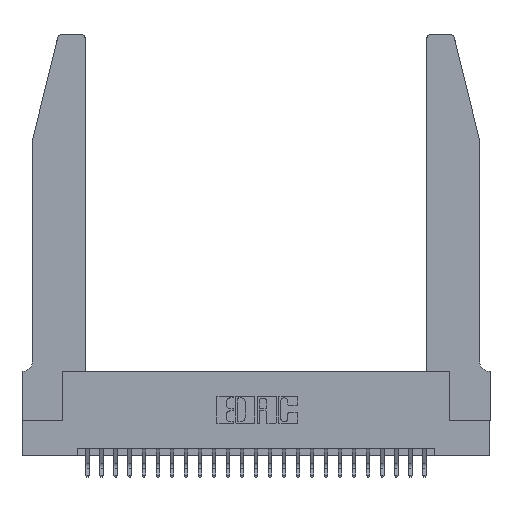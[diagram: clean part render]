
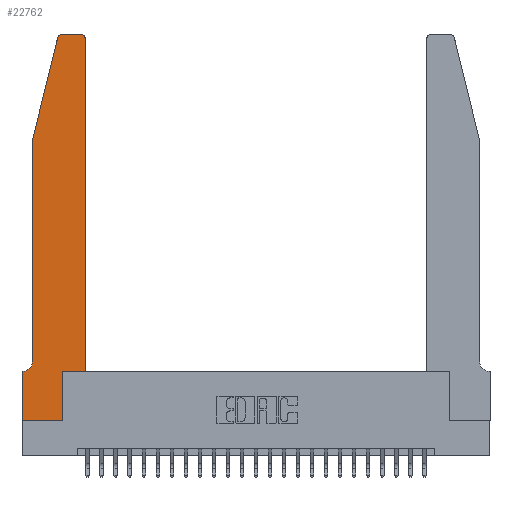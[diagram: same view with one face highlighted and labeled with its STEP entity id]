
A CAD part, top view. The second image highlights one B-rep face of the part: STEP entity #22762.
In plain terms, the highlighted planar face has unit normal (0, 0, 1).
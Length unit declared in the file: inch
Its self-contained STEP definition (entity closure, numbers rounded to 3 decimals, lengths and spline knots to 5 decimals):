
#15 = VECTOR ( 'NONE', #9567, 39.37008 ) ;
#605 = ORIENTED_EDGE ( 'NONE', *, *, #16942, .T. ) ;
#1341 = CARTESIAN_POINT ( 'NONE',  ( 0., 0., 0.37 ) ) ;
#1921 = CARTESIAN_POINT ( 'NONE',  ( 0.0755, 2., 0.37 ) ) ;
#1938 = DIRECTION ( 'NONE',  ( 1., 0., 0. ) ) ;
#2016 = DIRECTION ( 'NONE',  ( 0., 0., 1. ) ) ;
#3857 = LINE ( 'NONE', #20832, #19531 ) ;
#4308 = CARTESIAN_POINT ( 'NONE',  ( 0., 0.35, 0.37 ) ) ;
#4347 = ORIENTED_EDGE ( 'NONE', *, *, #24956, .T. ) ;
#4381 = ORIENTED_EDGE ( 'NONE', *, *, #16089, .T. ) ;
#4390 = CARTESIAN_POINT ( 'NONE',  ( 0.2865, 0., 0.37 ) ) ;
#4606 = EDGE_CURVE ( 'NONE', #13950, #10697, #23348, .T. ) ;
#4857 = VECTOR ( 'NONE', #9967, 39.37008 ) ;
#4908 = VERTEX_POINT ( 'NONE', #7190 ) ;
#5212 = CARTESIAN_POINT ( 'NONE',  ( 0., 0., 0.37 ) ) ;
#5416 = CARTESIAN_POINT ( 'NONE',  ( 0.2865, 0.35, 0.37 ) ) ;
#5574 = DIRECTION ( 'NONE',  ( 0., -1., 0. ) ) ;
#5687 = CARTESIAN_POINT ( 'NONE',  ( 0.4505, 2.72, 0.37 ) ) ;
#5818 = EDGE_CURVE ( 'NONE', #19729, #14826, #8467, .T. ) ;
#5986 = ORIENTED_EDGE ( 'NONE', *, *, #25301, .T. ) ;
#6034 = CARTESIAN_POINT ( 'NONE',  ( 0.4505, 0.35, 0.37 ) ) ;
#6088 = DIRECTION ( 'NONE',  ( -0.239, -0.971, 0. ) ) ;
#6560 = ORIENTED_EDGE ( 'NONE', *, *, #4606, .T. ) ;
#6847 = CARTESIAN_POINT ( 'NONE',  ( 0.2605, 2.75, 0.37 ) ) ;
#7013 = EDGE_CURVE ( 'NONE', #4908, #7195, #3857, .T. ) ;
#7093 = CARTESIAN_POINT ( 'NONE',  ( 0., 0., 0.37 ) ) ;
#7190 = CARTESIAN_POINT ( 'NONE',  ( 0.0755, 2., 0.37 ) ) ;
#7195 = VERTEX_POINT ( 'NONE', #24425 ) ;
#7275 = ORIENTED_EDGE ( 'NONE', *, *, #7013, .T. ) ;
#7566 = VERTEX_POINT ( 'NONE', #4308 ) ;
#7675 = DIRECTION ( 'NONE',  ( 0., 0., -1. ) ) ;
#7769 = LINE ( 'NONE', #20922, #25975 ) ;
#8084 = VERTEX_POINT ( 'NONE', #5687 ) ;
#8293 = EDGE_CURVE ( 'NONE', #7566, #13950, #12576, .T. ) ;
#8464 = VECTOR ( 'NONE', #6088, 39.37008 ) ;
#8467 = LINE ( 'NONE', #6847, #15 ) ;
#8527 = VERTEX_POINT ( 'NONE', #6034 ) ;
#9559 = DIRECTION ( 'NONE',  ( 0., 0., 1. ) ) ;
#9567 = DIRECTION ( 'NONE',  ( -1., 0., 0. ) ) ;
#9962 = VECTOR ( 'NONE', #13571, 39.37008 ) ;
#9967 = DIRECTION ( 'NONE',  ( 0., 1., 0. ) ) ;
#10697 = VERTEX_POINT ( 'NONE', #4390 ) ;
#11346 = LINE ( 'NONE', #18730, #23079 ) ;
#11929 = VERTEX_POINT ( 'NONE', #5416 ) ;
#11949 = CARTESIAN_POINT ( 'NONE',  ( 0., 0.35, 0.37 ) ) ;
#12128 = ORIENTED_EDGE ( 'NONE', *, *, #24583, .T. ) ;
#12327 = DIRECTION ( 'NONE',  ( 1., 0., 0. ) ) ;
#12468 = EDGE_CURVE ( 'NONE', #11929, #8527, #24926, .T. ) ;
#12576 = LINE ( 'NONE', #5212, #19452 ) ;
#13571 = DIRECTION ( 'NONE',  ( 1., 0., 0. ) ) ;
#13950 = VERTEX_POINT ( 'NONE', #1341 ) ;
#14237 = PLANE ( 'NONE',  #14800 ) ;
#14456 = DIRECTION ( 'NONE',  ( 0., 1., 0. ) ) ;
#14566 = CARTESIAN_POINT ( 'NONE',  ( 0.4205, 2.75, 0.37 ) ) ;
#14800 = AXIS2_PLACEMENT_3D ( 'NONE', #11949, #24759, #12327 ) ;
#14826 = VERTEX_POINT ( 'NONE', #24811 ) ;
#14933 = VERTEX_POINT ( 'NONE', #17595 ) ;
#16089 = EDGE_CURVE ( 'NONE', #8084, #19729, #24141, .T. ) ;
#16728 = AXIS2_PLACEMENT_3D ( 'NONE', #18542, #2016, #1938 ) ;
#16916 = DIRECTION ( 'NONE',  ( 0., -1., 0. ) ) ;
#16942 = EDGE_CURVE ( 'NONE', #23929, #4908, #16954, .T. ) ;
#16954 = LINE ( 'NONE', #1921, #8464 ) ;
#17105 = ORIENTED_EDGE ( 'NONE', *, *, #5818, .T. ) ;
#17237 = CIRCLE ( 'NONE', #19056, 0.07 ) ;
#17595 = CARTESIAN_POINT ( 'NONE',  ( 0.0055, 0.35, 0.37 ) ) ;
#17811 = CARTESIAN_POINT ( 'NONE',  ( 0.4205, 2.72, 0.37 ) ) ;
#17844 = ORIENTED_EDGE ( 'NONE', *, *, #8293, .T. ) ;
#17967 = EDGE_LOOP ( 'NONE', ( #17105, #22380, #605, #7275, #4347, #5986, #17844, #6560, #12128, #26304, #21871, #4381 ) ) ;
#18542 = CARTESIAN_POINT ( 'NONE',  ( 0.284, 2.72, 0.37 ) ) ;
#18730 = CARTESIAN_POINT ( 'NONE',  ( 0.0755, 0.35, 0.37 ) ) ;
#19056 = AXIS2_PLACEMENT_3D ( 'NONE', #26106, #7675, #26371 ) ;
#19452 = VECTOR ( 'NONE', #5574, 39.37008 ) ;
#19531 = VECTOR ( 'NONE', #16916, 39.37008 ) ;
#19729 = VERTEX_POINT ( 'NONE', #14566 ) ;
#20261 = FACE_OUTER_BOUND ( 'NONE', #17967, .T. ) ;
#20800 = DIRECTION ( 'NONE',  ( -1., 0., 0. ) ) ;
#20832 = CARTESIAN_POINT ( 'NONE',  ( 0.0755, 2., 0.37 ) ) ;
#20922 = CARTESIAN_POINT ( 'NONE',  ( 0.2865, 0.35, 0.37 ) ) ;
#21075 = AXIS2_PLACEMENT_3D ( 'NONE', #17811, #9559, #22252 ) ;
#21322 = CARTESIAN_POINT ( 'NONE',  ( 0.4505, 0.35, 0.37 ) ) ;
#21813 = LINE ( 'NONE', #26775, #4857 ) ;
#21871 = ORIENTED_EDGE ( 'NONE', *, *, #24333, .T. ) ;
#22252 = DIRECTION ( 'NONE',  ( 1., 0., 0. ) ) ;
#22380 = ORIENTED_EDGE ( 'NONE', *, *, #23520, .T. ) ;
#22692 = VECTOR ( 'NONE', #23922, 39.37008 ) ;
#22762 = ADVANCED_FACE ( 'NONE', ( #20261 ), #14237, .T. ) ;
#23079 = VECTOR ( 'NONE', #20800, 39.37008 ) ;
#23348 = LINE ( 'NONE', #7093, #22692 ) ;
#23520 = EDGE_CURVE ( 'NONE', #14826, #23929, #24392, .T. ) ;
#23922 = DIRECTION ( 'NONE',  ( 1., 0., 0. ) ) ;
#23929 = VERTEX_POINT ( 'NONE', #26438 ) ;
#24141 = CIRCLE ( 'NONE', #21075, 0.03 ) ;
#24333 = EDGE_CURVE ( 'NONE', #8527, #8084, #21813, .T. ) ;
#24392 = CIRCLE ( 'NONE', #16728, 0.03 ) ;
#24425 = CARTESIAN_POINT ( 'NONE',  ( 0.0755, 0.42, 0.37 ) ) ;
#24583 = EDGE_CURVE ( 'NONE', #10697, #11929, #7769, .T. ) ;
#24759 = DIRECTION ( 'NONE',  ( 0., 0., 1. ) ) ;
#24811 = CARTESIAN_POINT ( 'NONE',  ( 0.284, 2.75, 0.37 ) ) ;
#24926 = LINE ( 'NONE', #21322, #9962 ) ;
#24956 = EDGE_CURVE ( 'NONE', #7195, #14933, #17237, .T. ) ;
#25301 = EDGE_CURVE ( 'NONE', #14933, #7566, #11346, .T. ) ;
#25975 = VECTOR ( 'NONE', #14456, 39.37008 ) ;
#26106 = CARTESIAN_POINT ( 'NONE',  ( 0.0055, 0.42, 0.37 ) ) ;
#26304 = ORIENTED_EDGE ( 'NONE', *, *, #12468, .T. ) ;
#26371 = DIRECTION ( 'NONE',  ( -1., 0., 0. ) ) ;
#26438 = CARTESIAN_POINT ( 'NONE',  ( 0.25487, 2.72718, 0.37 ) ) ;
#26775 = CARTESIAN_POINT ( 'NONE',  ( 0.4505, 0.35, 0.37 ) ) ;
